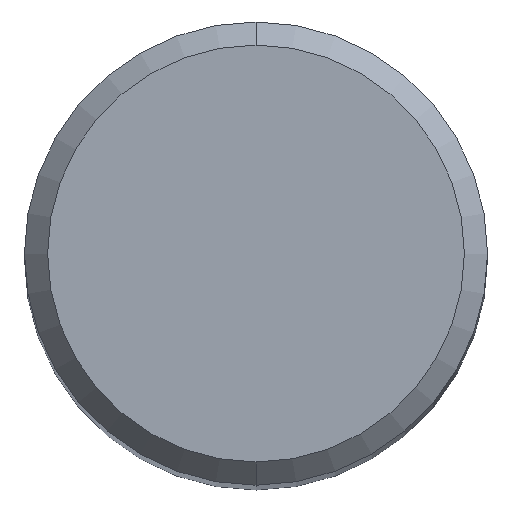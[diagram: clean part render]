
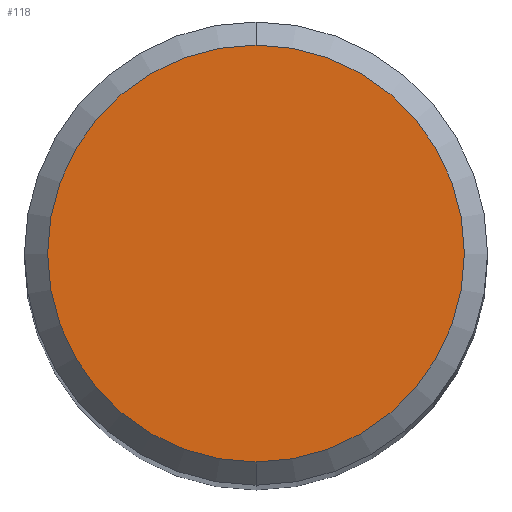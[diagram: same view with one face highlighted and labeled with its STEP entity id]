
A CAD part, top view. The second image highlights one B-rep face of the part: STEP entity #118.
In plain terms, the highlighted planar face has unit normal (0, 0, 1).
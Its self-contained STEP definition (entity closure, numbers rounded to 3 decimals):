
#118=ADVANCED_FACE('',(#219),#220,.T.);
#219=FACE_OUTER_BOUND('',#335,.T.);
#220=PLANE('',#336);
#335=EDGE_LOOP('',(#462,#463));
#336=AXIS2_PLACEMENT_3D('',#464,#465,#466);
#462=ORIENTED_EDGE('',*,*,#574,.F.);
#463=ORIENTED_EDGE('',*,*,#577,.F.);
#464=CARTESIAN_POINT('',(3.0,1.35,36.0));
#465=DIRECTION('',(0.,0.0,1.0));
#466=DIRECTION('',(0.0,-1.0,0.0));
#574=EDGE_CURVE('',#655,#657,#658,.T.);
#577=EDGE_CURVE('',#657,#655,#661,.T.);
#655=VERTEX_POINT('',#735);
#657=VERTEX_POINT('',#738);
#658=CIRCLE('',#739,2.7);
#661=CIRCLE('',#743,2.7);
#735=CARTESIAN_POINT('',(3.0,2.7,36.0));
#738=CARTESIAN_POINT('',(3.0,-2.7,36.0));
#739=AXIS2_PLACEMENT_3D('',#802,#803,#804);
#743=AXIS2_PLACEMENT_3D('',#806,#807,#808);
#802=CARTESIAN_POINT('',(3.0,0.0,36.0));
#803=DIRECTION('',(0.,0.0,-1.0));
#804=DIRECTION('',(0.0,1.0,0.0));
#806=CARTESIAN_POINT('',(3.0,0.0,36.0));
#807=DIRECTION('',(0.,0.0,-1.0));
#808=DIRECTION('',(0.0,1.0,0.0));
